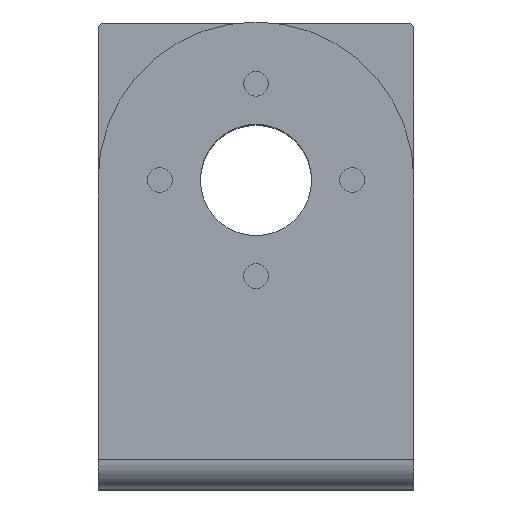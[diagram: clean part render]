
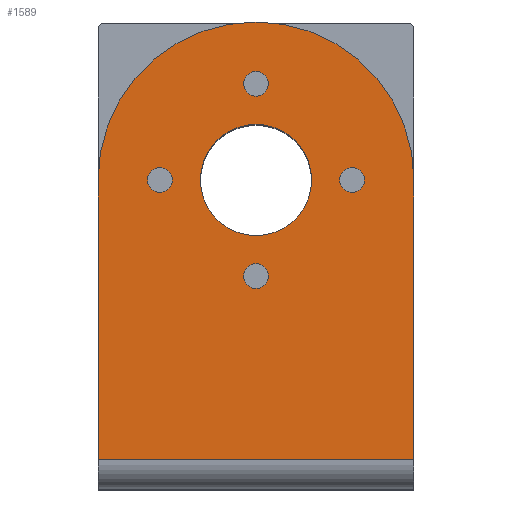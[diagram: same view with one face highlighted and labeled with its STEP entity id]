
A CAD part, top view. The second image highlights one B-rep face of the part: STEP entity #1589.
In plain terms, the highlighted planar face has unit normal (0, 0, 1).
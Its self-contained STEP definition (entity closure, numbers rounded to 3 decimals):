
#16 = EDGE_LOOP ( 'NONE', ( #337, #113 ) ) ;
#26 = CARTESIAN_POINT ( 'NONE',  ( 11.5, 22.5, 21.7 ) ) ;
#54 = DIRECTION ( 'NONE',  ( 0., -1., 0. ) ) ;
#62 = AXIS2_PLACEMENT_3D ( 'NONE', #894, #303, #2217 ) ;
#68 = VERTEX_POINT ( 'NONE', #711 ) ;
#79 = PLANE ( 'NONE',  #1763 ) ;
#101 = FACE_BOUND ( 'NONE', #386, .T. ) ;
#113 = ORIENTED_EDGE ( 'NONE', *, *, #755, .F. ) ;
#115 = ORIENTED_EDGE ( 'NONE', *, *, #177, .F. ) ;
#117 = AXIS2_PLACEMENT_3D ( 'NONE', #2302, #2256, #355 ) ;
#131 = DIRECTION ( 'NONE',  ( 1., 0., 0. ) ) ;
#141 = DIRECTION ( 'NONE',  ( 1., 0., 0. ) ) ;
#153 = AXIS2_PLACEMENT_3D ( 'NONE', #969, #155, #381 ) ;
#155 = DIRECTION ( 'NONE',  ( 0., 0., 1. ) ) ;
#160 = DIRECTION ( 'NONE',  ( 1., 0., 0. ) ) ;
#173 = AXIS2_PLACEMENT_3D ( 'NONE', #678, #1255, #664 ) ;
#177 = EDGE_CURVE ( 'NONE', #2410, #68, #394, .T. ) ;
#198 = DIRECTION ( 'NONE',  ( 0., -1., 0. ) ) ;
#204 = VERTEX_POINT ( 'NONE', #26 ) ;
#240 = VERTEX_POINT ( 'NONE', #1523 ) ;
#285 = ORIENTED_EDGE ( 'NONE', *, *, #1737, .F. ) ;
#286 = EDGE_CURVE ( 'NONE', #1579, #1483, #670, .T. ) ;
#298 = EDGE_CURVE ( 'NONE', #1283, #1436, #1149, .T. ) ;
#303 = DIRECTION ( 'NONE',  ( 0., 0., 1. ) ) ;
#311 = AXIS2_PLACEMENT_3D ( 'NONE', #563, #1324, #160 ) ;
#317 = CARTESIAN_POINT ( 'NONE',  ( -4.05, 22.5, 21.7 ) ) ;
#337 = ORIENTED_EDGE ( 'NONE', *, *, #2336, .F. ) ;
#339 = DIRECTION ( 'NONE',  ( 0., 0., 1. ) ) ;
#348 = CARTESIAN_POINT ( 'NONE',  ( -11.5, 22.5, 21.7 ) ) ;
#355 = DIRECTION ( 'NONE',  ( -1., 0., 0. ) ) ;
#364 = EDGE_CURVE ( 'NONE', #1483, #1579, #1393, .T. ) ;
#377 = CIRCLE ( 'NONE', #62, 0.9 ) ;
#381 = DIRECTION ( 'NONE',  ( 1., 0., 0. ) ) ;
#386 = EDGE_LOOP ( 'NONE', ( #1146, #398 ) ) ;
#388 = DIRECTION ( 'NONE',  ( 1., 0., 0. ) ) ;
#394 = CIRCLE ( 'NONE', #311, 4.05 ) ;
#398 = ORIENTED_EDGE ( 'NONE', *, *, #364, .F. ) ;
#399 = CARTESIAN_POINT ( 'NONE',  ( 0.9, 15.5, 21.7 ) ) ;
#407 = EDGE_LOOP ( 'NONE', ( #1119, #2268, #1443, #1084 ) ) ;
#414 = CARTESIAN_POINT ( 'NONE',  ( -7.9, 22.5, 21.7 ) ) ;
#419 = CIRCLE ( 'NONE', #173, 0.9 ) ;
#442 = EDGE_CURVE ( 'NONE', #1383, #1359, #1429, .T. ) ;
#517 = EDGE_CURVE ( 'NONE', #204, #1283, #1959, .T. ) ;
#522 = VERTEX_POINT ( 'NONE', #1116 ) ;
#563 = CARTESIAN_POINT ( 'NONE',  ( 0., 22.5, 21.7 ) ) ;
#602 = VECTOR ( 'NONE', #54, 1000. ) ;
#625 = CARTESIAN_POINT ( 'NONE',  ( 11.5, 0., 21.7 ) ) ;
#636 = CARTESIAN_POINT ( 'NONE',  ( 6.1, 22.5, 21.7 ) ) ;
#646 = DIRECTION ( 'NONE',  ( 0., 0., -1. ) ) ;
#647 = EDGE_LOOP ( 'NONE', ( #1957, #2189 ) ) ;
#652 = EDGE_CURVE ( 'NONE', #240, #1436, #833, .T. ) ;
#664 = DIRECTION ( 'NONE',  ( 1., 0., 0. ) ) ;
#670 = CIRCLE ( 'NONE', #1833, 0.9 ) ;
#678 = CARTESIAN_POINT ( 'NONE',  ( 0., 15.5, 21.7 ) ) ;
#702 = CARTESIAN_POINT ( 'NONE',  ( 0., 29.5, 21.7 ) ) ;
#704 = ORIENTED_EDGE ( 'NONE', *, *, #442, .F. ) ;
#711 = CARTESIAN_POINT ( 'NONE',  ( 4.05, 22.5, 21.7 ) ) ;
#713 = EDGE_CURVE ( 'NONE', #1125, #522, #377, .T. ) ;
#755 = EDGE_CURVE ( 'NONE', #2439, #1709, #419, .T. ) ;
#787 = CARTESIAN_POINT ( 'NONE',  ( -11.5, 2.137, 21.7 ) ) ;
#795 = CARTESIAN_POINT ( 'NONE',  ( 11.5, 2.137, 21.7 ) ) ;
#802 = LINE ( 'NONE', #625, #602 ) ;
#833 = LINE ( 'NONE', #795, #2017 ) ;
#850 = DIRECTION ( 'NONE',  ( -1., 0., 0. ) ) ;
#885 = DIRECTION ( 'NONE',  ( 0., 0., 1. ) ) ;
#894 = CARTESIAN_POINT ( 'NONE',  ( 0., 29.5, 21.7 ) ) ;
#969 = CARTESIAN_POINT ( 'NONE',  ( -7., 22.5, 21.7 ) ) ;
#1047 = CARTESIAN_POINT ( 'NONE',  ( 7., 22.5, 21.7 ) ) ;
#1064 = AXIS2_PLACEMENT_3D ( 'NONE', #1489, #885, #141 ) ;
#1084 = ORIENTED_EDGE ( 'NONE', *, *, #652, .F. ) ;
#1091 = DIRECTION ( 'NONE',  ( 1., 0., 0. ) ) ;
#1116 = CARTESIAN_POINT ( 'NONE',  ( -0.9, 29.5, 21.7 ) ) ;
#1119 = ORIENTED_EDGE ( 'NONE', *, *, #1445, .F. ) ;
#1125 = VERTEX_POINT ( 'NONE', #2192 ) ;
#1130 = ORIENTED_EDGE ( 'NONE', *, *, #2392, .F. ) ;
#1146 = ORIENTED_EDGE ( 'NONE', *, *, #286, .F. ) ;
#1149 = LINE ( 'NONE', #1917, #2072 ) ;
#1213 = FACE_BOUND ( 'NONE', #1371, .T. ) ;
#1255 = DIRECTION ( 'NONE',  ( 0., 0., 1. ) ) ;
#1266 = CIRCLE ( 'NONE', #2461, 0.9 ) ;
#1271 = CARTESIAN_POINT ( 'NONE',  ( -7., 22.5, 21.7 ) ) ;
#1283 = VERTEX_POINT ( 'NONE', #348 ) ;
#1324 = DIRECTION ( 'NONE',  ( 0., 0., 1. ) ) ;
#1359 = VERTEX_POINT ( 'NONE', #1930 ) ;
#1361 = CARTESIAN_POINT ( 'NONE',  ( 0., 22.5, 21.7 ) ) ;
#1371 = EDGE_LOOP ( 'NONE', ( #1130, #704 ) ) ;
#1383 = VERTEX_POINT ( 'NONE', #414 ) ;
#1393 = CIRCLE ( 'NONE', #1510, 0.9 ) ;
#1394 = DIRECTION ( 'NONE',  ( -1., 0., 0. ) ) ;
#1420 = FACE_BOUND ( 'NONE', #647, .T. ) ;
#1429 = CIRCLE ( 'NONE', #153, 0.9 ) ;
#1436 = VERTEX_POINT ( 'NONE', #787 ) ;
#1441 = CARTESIAN_POINT ( 'NONE',  ( 7., 22.5, 21.7 ) ) ;
#1443 = ORIENTED_EDGE ( 'NONE', *, *, #298, .T. ) ;
#1445 = EDGE_CURVE ( 'NONE', #204, #240, #802, .T. ) ;
#1446 = FACE_BOUND ( 'NONE', #16, .T. ) ;
#1471 = EDGE_LOOP ( 'NONE', ( #285, #115 ) ) ;
#1479 = CARTESIAN_POINT ( 'NONE',  ( -0.9, 15.5, 21.7 ) ) ;
#1483 = VERTEX_POINT ( 'NONE', #636 ) ;
#1489 = CARTESIAN_POINT ( 'NONE',  ( 0., 15.5, 21.7 ) ) ;
#1510 = AXIS2_PLACEMENT_3D ( 'NONE', #1441, #2207, #131 ) ;
#1523 = CARTESIAN_POINT ( 'NONE',  ( 11.5, 2.137, 21.7 ) ) ;
#1563 = DIRECTION ( 'NONE',  ( 1., 0., 0. ) ) ;
#1579 = VERTEX_POINT ( 'NONE', #2398 ) ;
#1581 = AXIS2_PLACEMENT_3D ( 'NONE', #1361, #2293, #1563 ) ;
#1589 = ADVANCED_FACE ( 'NONE', ( #1420, #101, #1446, #1213, #1600, #1977 ), #79, .F. ) ;
#1600 = FACE_BOUND ( 'NONE', #1471, .T. ) ;
#1704 = CIRCLE ( 'NONE', #2343, 0.9 ) ;
#1709 = VERTEX_POINT ( 'NONE', #399 ) ;
#1737 = EDGE_CURVE ( 'NONE', #68, #2410, #1982, .T. ) ;
#1763 = AXIS2_PLACEMENT_3D ( 'NONE', #2359, #646, #850 ) ;
#1799 = DIRECTION ( 'NONE',  ( 0., 0., 1. ) ) ;
#1833 = AXIS2_PLACEMENT_3D ( 'NONE', #1047, #1799, #388 ) ;
#1871 = DIRECTION ( 'NONE',  ( 1., 0., 0. ) ) ;
#1917 = CARTESIAN_POINT ( 'NONE',  ( -11.5, 0., 21.7 ) ) ;
#1930 = CARTESIAN_POINT ( 'NONE',  ( -6.1, 22.5, 21.7 ) ) ;
#1957 = ORIENTED_EDGE ( 'NONE', *, *, #713, .F. ) ;
#1959 = CIRCLE ( 'NONE', #117, 11.5 ) ;
#1977 = FACE_OUTER_BOUND ( 'NONE', #407, .T. ) ;
#1982 = CIRCLE ( 'NONE', #1581, 4.05 ) ;
#2017 = VECTOR ( 'NONE', #1394, 1000. ) ;
#2036 = DIRECTION ( 'NONE',  ( 0., 0., 1. ) ) ;
#2065 = CIRCLE ( 'NONE', #1064, 0.9 ) ;
#2072 = VECTOR ( 'NONE', #198, 1000. ) ;
#2189 = ORIENTED_EDGE ( 'NONE', *, *, #2422, .F. ) ;
#2192 = CARTESIAN_POINT ( 'NONE',  ( 0.9, 29.5, 21.7 ) ) ;
#2207 = DIRECTION ( 'NONE',  ( 0., 0., 1. ) ) ;
#2217 = DIRECTION ( 'NONE',  ( 1., 0., 0. ) ) ;
#2256 = DIRECTION ( 'NONE',  ( 0., 0., 1. ) ) ;
#2268 = ORIENTED_EDGE ( 'NONE', *, *, #517, .T. ) ;
#2293 = DIRECTION ( 'NONE',  ( 0., 0., 1. ) ) ;
#2302 = CARTESIAN_POINT ( 'NONE',  ( 0., 22.5, 21.7 ) ) ;
#2336 = EDGE_CURVE ( 'NONE', #1709, #2439, #2065, .T. ) ;
#2343 = AXIS2_PLACEMENT_3D ( 'NONE', #702, #339, #1091 ) ;
#2359 = CARTESIAN_POINT ( 'NONE',  ( 11.5, 0., 21.7 ) ) ;
#2392 = EDGE_CURVE ( 'NONE', #1359, #1383, #1266, .T. ) ;
#2398 = CARTESIAN_POINT ( 'NONE',  ( 7.9, 22.5, 21.7 ) ) ;
#2410 = VERTEX_POINT ( 'NONE', #317 ) ;
#2422 = EDGE_CURVE ( 'NONE', #522, #1125, #1704, .T. ) ;
#2439 = VERTEX_POINT ( 'NONE', #1479 ) ;
#2461 = AXIS2_PLACEMENT_3D ( 'NONE', #1271, #2036, #1871 ) ;
